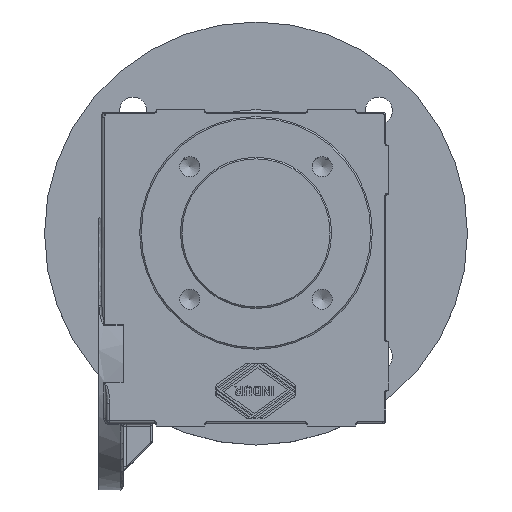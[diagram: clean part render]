
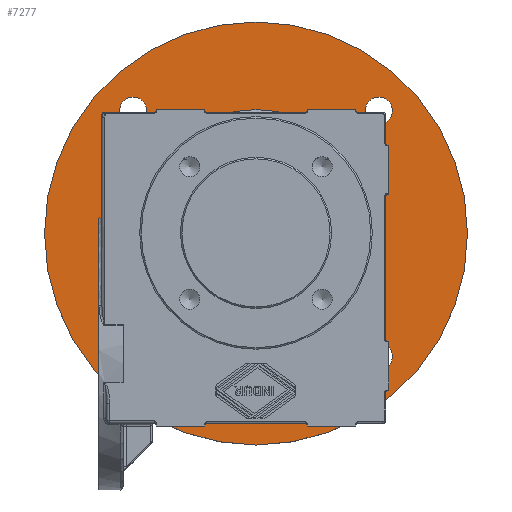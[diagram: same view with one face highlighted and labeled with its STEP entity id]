
A CAD part, top view. The second image highlights one B-rep face of the part: STEP entity #7277.
In plain terms, the highlighted planar face has unit normal (0, 0, 1).
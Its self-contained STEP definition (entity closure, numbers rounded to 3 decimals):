
#7199=CARTESIAN_POINT('',(52.0,-1.,-67.));
#7200=VERTEX_POINT('',#7199);
#7201=CARTESIAN_POINT('',(52.0,40.,-67.0));
#7202=DIRECTION('',(0.0,0.0,1.0));
#7203=DIRECTION('',(0.0,1.0,0.0));
#7204=AXIS2_PLACEMENT_3D('',#7201,#7202,#7203);
#7205=CIRCLE('',#7204,41.);
#7206=EDGE_CURVE('',#7200,#7200,#7205,.T.);
#7214=CARTESIAN_POINT('',(52.0,-15.,-67.));
#7215=DIRECTION('',(0.0,0.0,1.0));
#7216=DIRECTION('',(1.0,0.0,0.0));
#7217=AXIS2_PLACEMENT_3D('',#7214,#7215,#7216);
#7218=PLANE('',#7217);
#7219=CARTESIAN_POINT('',(52.0,-30.,-67.));
#7220=VERTEX_POINT('',#7219);
#7221=CARTESIAN_POINT('',(52.0,40.,-67.));
#7222=DIRECTION('',(0.0,0.0,1.0));
#7223=DIRECTION('',(0.0,-1.0,0.0));
#7224=AXIS2_PLACEMENT_3D('',#7221,#7222,#7223);
#7225=CIRCLE('',#7224,70.);
#7226=EDGE_CURVE('',#7220,#7220,#7225,.T.);
#7227=ORIENTED_EDGE('',*,*,#7226,.T.);
#7228=EDGE_LOOP('',(#7227));
#7229=FACE_OUTER_BOUND('',#7228,.T.);
#7230=CARTESIAN_POINT('',(88.159,80.659,-67.0));
#7231=VERTEX_POINT('',#7230);
#7232=CARTESIAN_POINT('',(92.659,80.659,-67.0));
#7233=DIRECTION('',(0.0,0.0,-1.0));
#7234=DIRECTION('',(-1.0,0.0,0.0));
#7235=AXIS2_PLACEMENT_3D('',#7232,#7233,#7234);
#7236=CIRCLE('',#7235,4.5);
#7237=EDGE_CURVE('',#7231,#7231,#7236,.T.);
#7238=ORIENTED_EDGE('',*,*,#7237,.T.);
#7239=EDGE_LOOP('',(#7238));
#7240=FACE_BOUND('',#7239,.T.);
#7241=CARTESIAN_POINT('',(6.841,-0.659,-67.));
#7242=VERTEX_POINT('',#7241);
#7243=CARTESIAN_POINT('',(11.341,-0.659,-67.));
#7244=DIRECTION('',(0.0,0.0,-1.0));
#7245=DIRECTION('',(-1.0,0.0,0.0));
#7246=AXIS2_PLACEMENT_3D('',#7243,#7244,#7245);
#7247=CIRCLE('',#7246,4.5);
#7248=EDGE_CURVE('',#7242,#7242,#7247,.T.);
#7249=ORIENTED_EDGE('',*,*,#7248,.T.);
#7250=EDGE_LOOP('',(#7249));
#7251=FACE_BOUND('',#7250,.T.);
#7252=CARTESIAN_POINT('',(6.841,80.659,-67.0));
#7253=VERTEX_POINT('',#7252);
#7254=CARTESIAN_POINT('',(11.341,80.659,-67.0));
#7255=DIRECTION('',(0.0,0.0,-1.0));
#7256=DIRECTION('',(-1.0,0.0,0.0));
#7257=AXIS2_PLACEMENT_3D('',#7254,#7255,#7256);
#7258=CIRCLE('',#7257,4.5);
#7259=EDGE_CURVE('',#7253,#7253,#7258,.T.);
#7260=ORIENTED_EDGE('',*,*,#7259,.T.);
#7261=EDGE_LOOP('',(#7260));
#7262=FACE_BOUND('',#7261,.T.);
#7263=CARTESIAN_POINT('',(88.159,-0.659,-67.));
#7264=VERTEX_POINT('',#7263);
#7265=CARTESIAN_POINT('',(92.659,-0.659,-67.));
#7266=DIRECTION('',(0.0,0.0,-1.0));
#7267=DIRECTION('',(-1.0,0.0,0.0));
#7268=AXIS2_PLACEMENT_3D('',#7265,#7266,#7267);
#7269=CIRCLE('',#7268,4.5);
#7270=EDGE_CURVE('',#7264,#7264,#7269,.T.);
#7271=ORIENTED_EDGE('',*,*,#7270,.T.);
#7272=EDGE_LOOP('',(#7271));
#7273=FACE_BOUND('',#7272,.T.);
#7274=ORIENTED_EDGE('',*,*,#7206,.F.);
#7275=EDGE_LOOP('',(#7274));
#7276=FACE_BOUND('',#7275,.T.);
#7277=ADVANCED_FACE('',(#7229,#7240,#7251,#7262,#7273,#7276),#7218,.T.);
